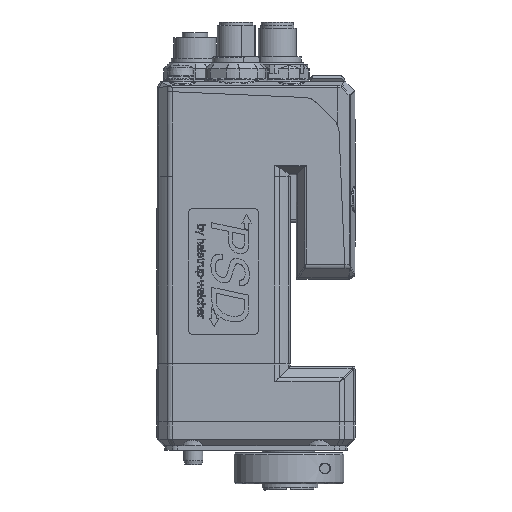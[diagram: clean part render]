
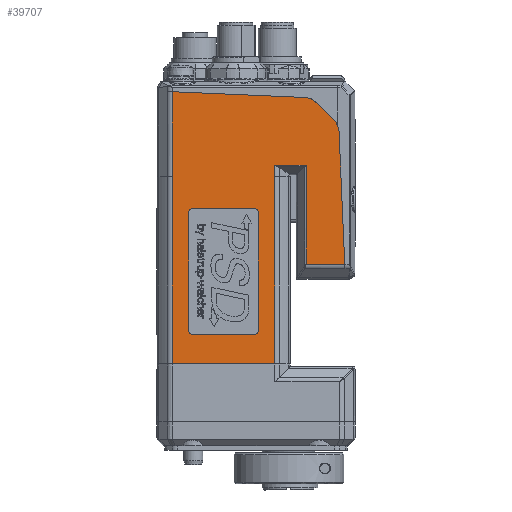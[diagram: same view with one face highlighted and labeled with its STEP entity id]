
A CAD part, left-side view. The second image highlights one B-rep face of the part: STEP entity #39707.
In plain terms, the highlighted planar face has unit normal (-1, 0, 0).
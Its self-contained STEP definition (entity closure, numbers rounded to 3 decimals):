
#2458=FACE_BOUND('',#6946,.T.);
#2884=PLANE('',#42699);
#4718=FACE_OUTER_BOUND('',#6945,.T.);
#6945=EDGE_LOOP('',(#29157,#29158,#29159,#29160,#29161,#29162,#29163,#29164,
#29165,#29166,#29167,#29168,#29169,#29170,#29171));
#6946=EDGE_LOOP('',(#29172,#29173,#29174,#29175,#29176,#29177,#29178,#29179));
#9336=LINE('',#60667,#12169);
#9346=LINE('',#60710,#12179);
#9347=LINE('',#60713,#12180);
#9348=LINE('',#60715,#12181);
#9349=LINE('',#60717,#12182);
#9350=LINE('',#60719,#12183);
#9351=LINE('',#60721,#12184);
#9352=LINE('',#60723,#12185);
#9353=LINE('',#60727,#12186);
#9354=LINE('',#60731,#12187);
#9355=LINE('',#60733,#12188);
#9356=LINE('',#60735,#12189);
#9357=LINE('',#60736,#12190);
#9358=LINE('',#60741,#12191);
#9359=LINE('',#60745,#12192);
#9360=LINE('',#60749,#12193);
#9361=LINE('',#60752,#12194);
#12169=VECTOR('',#48255,1000.);
#12179=VECTOR('',#48297,1000.);
#12180=VECTOR('',#48300,1000.);
#12181=VECTOR('',#48301,10.);
#12182=VECTOR('',#48302,10.);
#12183=VECTOR('',#48303,10.);
#12184=VECTOR('',#48304,10.);
#12185=VECTOR('',#48305,10.);
#12186=VECTOR('',#48308,10.);
#12187=VECTOR('',#48311,10.);
#12188=VECTOR('',#48312,10.);
#12189=VECTOR('',#48313,1000.);
#12190=VECTOR('',#48314,1000.);
#12191=VECTOR('',#48317,10.);
#12192=VECTOR('',#48320,10.);
#12193=VECTOR('',#48323,10.);
#12194=VECTOR('',#48326,10.);
#14876=CIRCLE('',#42700,6.);
#14877=CIRCLE('',#42701,6.);
#14878=CIRCLE('',#42702,1.5);
#14879=CIRCLE('',#42703,1.5);
#14880=CIRCLE('',#42704,1.5);
#14881=CIRCLE('',#42705,1.5);
#16734=VERTEX_POINT('',#60664);
#16735=VERTEX_POINT('',#60666);
#16752=VERTEX_POINT('',#60708);
#16753=VERTEX_POINT('',#60712);
#16754=VERTEX_POINT('',#60714);
#16755=VERTEX_POINT('',#60716);
#16756=VERTEX_POINT('',#60718);
#16757=VERTEX_POINT('',#60720);
#16758=VERTEX_POINT('',#60722);
#16759=VERTEX_POINT('',#60724);
#16760=VERTEX_POINT('',#60726);
#16761=VERTEX_POINT('',#60728);
#16762=VERTEX_POINT('',#60730);
#16763=VERTEX_POINT('',#60732);
#16764=VERTEX_POINT('',#60734);
#16765=VERTEX_POINT('',#60737);
#16766=VERTEX_POINT('',#60738);
#16767=VERTEX_POINT('',#60740);
#16768=VERTEX_POINT('',#60742);
#16769=VERTEX_POINT('',#60744);
#16770=VERTEX_POINT('',#60746);
#16771=VERTEX_POINT('',#60748);
#16772=VERTEX_POINT('',#60750);
#21277=EDGE_CURVE('',#16735,#16734,#9336,.T.);
#21299=EDGE_CURVE('',#16752,#16734,#9346,.T.);
#21300=EDGE_CURVE('',#16753,#16752,#9347,.T.);
#21301=EDGE_CURVE('',#16754,#16753,#9348,.T.);
#21302=EDGE_CURVE('',#16755,#16754,#9349,.T.);
#21303=EDGE_CURVE('',#16756,#16755,#9350,.T.);
#21304=EDGE_CURVE('',#16757,#16756,#9351,.T.);
#21305=EDGE_CURVE('',#16758,#16757,#9352,.T.);
#21306=EDGE_CURVE('',#16759,#16758,#14876,.T.);
#21307=EDGE_CURVE('',#16760,#16759,#9353,.T.);
#21308=EDGE_CURVE('',#16761,#16760,#14877,.T.);
#21309=EDGE_CURVE('',#16762,#16761,#9354,.T.);
#21310=EDGE_CURVE('',#16763,#16762,#9355,.T.);
#21311=EDGE_CURVE('',#16764,#16763,#9356,.T.);
#21312=EDGE_CURVE('',#16764,#16735,#9357,.T.);
#21313=EDGE_CURVE('',#16765,#16766,#14878,.T.);
#21314=EDGE_CURVE('',#16766,#16767,#9358,.T.);
#21315=EDGE_CURVE('',#16767,#16768,#14879,.T.);
#21316=EDGE_CURVE('',#16768,#16769,#9359,.T.);
#21317=EDGE_CURVE('',#16769,#16770,#14880,.T.);
#21318=EDGE_CURVE('',#16770,#16771,#9360,.T.);
#21319=EDGE_CURVE('',#16771,#16772,#14881,.T.);
#21320=EDGE_CURVE('',#16772,#16765,#9361,.T.);
#29157=ORIENTED_EDGE('',*,*,#21299,.F.);
#29158=ORIENTED_EDGE('',*,*,#21300,.F.);
#29159=ORIENTED_EDGE('',*,*,#21301,.F.);
#29160=ORIENTED_EDGE('',*,*,#21302,.F.);
#29161=ORIENTED_EDGE('',*,*,#21303,.F.);
#29162=ORIENTED_EDGE('',*,*,#21304,.F.);
#29163=ORIENTED_EDGE('',*,*,#21305,.F.);
#29164=ORIENTED_EDGE('',*,*,#21306,.F.);
#29165=ORIENTED_EDGE('',*,*,#21307,.F.);
#29166=ORIENTED_EDGE('',*,*,#21308,.F.);
#29167=ORIENTED_EDGE('',*,*,#21309,.F.);
#29168=ORIENTED_EDGE('',*,*,#21310,.F.);
#29169=ORIENTED_EDGE('',*,*,#21311,.F.);
#29170=ORIENTED_EDGE('',*,*,#21312,.T.);
#29171=ORIENTED_EDGE('',*,*,#21277,.T.);
#29172=ORIENTED_EDGE('',*,*,#21313,.T.);
#29173=ORIENTED_EDGE('',*,*,#21314,.T.);
#29174=ORIENTED_EDGE('',*,*,#21315,.T.);
#29175=ORIENTED_EDGE('',*,*,#21316,.T.);
#29176=ORIENTED_EDGE('',*,*,#21317,.T.);
#29177=ORIENTED_EDGE('',*,*,#21318,.T.);
#29178=ORIENTED_EDGE('',*,*,#21319,.T.);
#29179=ORIENTED_EDGE('',*,*,#21320,.T.);
#39707=ADVANCED_FACE('',(#4718,#2458),#2884,.F.);
#42699=AXIS2_PLACEMENT_3D('',#60711,#48298,#48299);
#42700=AXIS2_PLACEMENT_3D('',#60725,#48306,#48307);
#42701=AXIS2_PLACEMENT_3D('',#60729,#48309,#48310);
#42702=AXIS2_PLACEMENT_3D('',#60739,#48315,#48316);
#42703=AXIS2_PLACEMENT_3D('',#60743,#48318,#48319);
#42704=AXIS2_PLACEMENT_3D('',#60747,#48321,#48322);
#42705=AXIS2_PLACEMENT_3D('',#60751,#48324,#48325);
#48255=DIRECTION('',(0.,-1.,0.));
#48297=DIRECTION('',(0.,0.,-1.));
#48298=DIRECTION('center_axis',(1.,0.,0.));
#48299=DIRECTION('ref_axis',(0.,1.,0.));
#48300=DIRECTION('',(0.,-1.,0.));
#48301=DIRECTION('',(0.,0.,-1.));
#48302=DIRECTION('',(0.,1.,0.));
#48303=DIRECTION('',(0.,0.,1.));
#48304=DIRECTION('',(0.,1.,0.));
#48305=DIRECTION('',(0.,-0.044,-0.999));
#48306=DIRECTION('center_axis',(1.,0.,0.));
#48307=DIRECTION('ref_axis',(0.,-0.707,0.707));
#48308=DIRECTION('',(0.,-0.707,-0.707));
#48309=DIRECTION('center_axis',(1.,0.,0.));
#48310=DIRECTION('ref_axis',(0.,-0.044,0.999));
#48311=DIRECTION('',(0.,-0.999,-0.044));
#48312=DIRECTION('',(0.,0.,1.));
#48313=DIRECTION('',(0.,-1.,0.));
#48314=DIRECTION('',(0.,0.,-1.));
#48315=DIRECTION('center_axis',(1.,0.,0.));
#48316=DIRECTION('ref_axis',(0.,-1.,0.));
#48317=DIRECTION('',(0.,0.,-1.));
#48318=DIRECTION('center_axis',(1.,0.,0.));
#48319=DIRECTION('ref_axis',(0.,0.,
-1.));
#48320=DIRECTION('',(0.,1.,0.));
#48321=DIRECTION('center_axis',(1.,0.,0.));
#48322=DIRECTION('ref_axis',(0.,1.,0.));
#48323=DIRECTION('',(0.,0.,1.));
#48324=DIRECTION('center_axis',(1.,0.,0.));
#48325=DIRECTION('ref_axis',(0.,0.,
1.));
#48326=DIRECTION('',(0.,-1.,0.));
#60664=CARTESIAN_POINT('',(-21.,-16.248,0.));
#60666=CARTESIAN_POINT('',(-21.,16.248,0.));
#60667=CARTESIAN_POINT('',(-21.,16.248,0.));
#60708=CARTESIAN_POINT('',(-21.,-16.248,59.));
#60710=CARTESIAN_POINT('',(-21.,-16.248,49.3));
#60711=CARTESIAN_POINT('Origin',(-21.,16.248,49.3));
#60712=CARTESIAN_POINT('',(-21.,-16.172,59.));
#60713=CARTESIAN_POINT('',(-21.,16.248,59.));
#60714=CARTESIAN_POINT('',(-21.,-16.172,62.561));
#60715=CARTESIAN_POINT('',(-21.,-16.172,56.606));
#60716=CARTESIAN_POINT('',(-21.,-26.061,62.561));
#60717=CARTESIAN_POINT('',(-21.,-15.106,62.561));
#60718=CARTESIAN_POINT('',(-21.,-26.061,31.328));
#60719=CARTESIAN_POINT('',(-21.,-26.061,52.106));
#60720=CARTESIAN_POINT('',(-21.,-38.289,31.328));
#60721=CARTESIAN_POINT('',(-21.,-19.481,31.328));
#60722=CARTESIAN_POINT('',(-21.,-36.466,73.076));
#60723=CARTESIAN_POINT('',(-21.,-36.466,73.076));
#60724=CARTESIAN_POINT('',(-21.,-34.715,77.057));
#60725=CARTESIAN_POINT('Origin',(-21.,-30.472,72.815));
#60726=CARTESIAN_POINT('',(-21.,-29.557,82.215));
#60727=CARTESIAN_POINT('',(-21.,-29.557,82.215));
#60728=CARTESIAN_POINT('',(-21.,-25.576,83.966));
#60729=CARTESIAN_POINT('Origin',(-21.,-25.315,77.972));
#60730=CARTESIAN_POINT('',(-21.,16.172,85.789));
#60731=CARTESIAN_POINT('',(-21.,21.,86.));
#60732=CARTESIAN_POINT('',(-21.,16.172,59.));
#60733=CARTESIAN_POINT('',(-21.,16.172,60.231));
#60734=CARTESIAN_POINT('',(-21.,16.248,59.));
#60735=CARTESIAN_POINT('',(-21.,16.248,59.));
#60736=CARTESIAN_POINT('',(-21.,16.248,49.3));
#60737=CARTESIAN_POINT('',(-21.,-9.5,49.));
#60738=CARTESIAN_POINT('',(-21.,-11.,47.5));
#60739=CARTESIAN_POINT('Origin',(-21.,-9.5,47.5));
#60740=CARTESIAN_POINT('',(-21.,-11.,10.5));
#60741=CARTESIAN_POINT('',(-21.,-11.,29.9));
#60742=CARTESIAN_POINT('',(-21.,-9.5,9.));
#60743=CARTESIAN_POINT('Origin',(-21.,-9.5,10.5));
#60744=CARTESIAN_POINT('',(-21.,9.5,9.));
#60745=CARTESIAN_POINT('',(-21.,12.874,9.));
#60746=CARTESIAN_POINT('',(-21.,11.,10.5));
#60747=CARTESIAN_POINT('Origin',(-21.,9.5,10.5));
#60748=CARTESIAN_POINT('',(-21.,11.,47.5));
#60749=CARTESIAN_POINT('',(-21.,11.,48.4));
#60750=CARTESIAN_POINT('',(-21.,9.5,49.));
#60751=CARTESIAN_POINT('Origin',(-21.,9.5,47.5));
#60752=CARTESIAN_POINT('',(-21.,3.374,49.));
